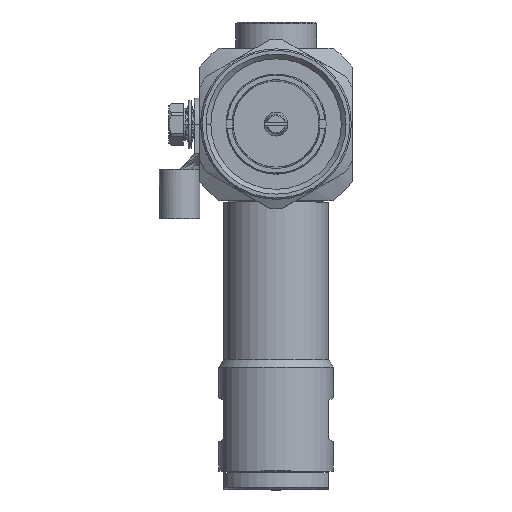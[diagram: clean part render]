
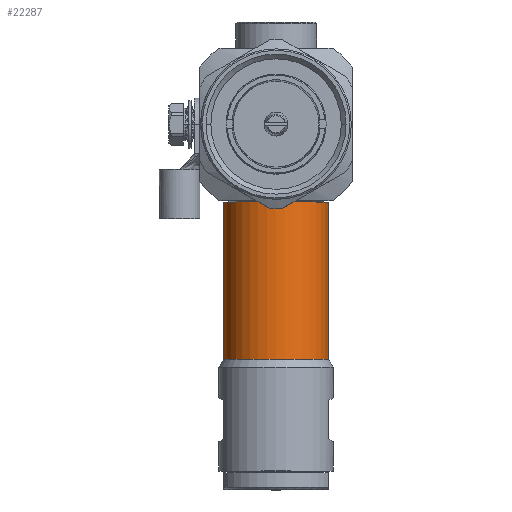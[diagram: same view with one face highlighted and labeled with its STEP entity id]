
A CAD part, top view. The second image highlights one B-rep face of the part: STEP entity #22287.
In plain terms, the highlighted cylindrical face has radius 11 mm (diameter 22 mm), a partial arc.
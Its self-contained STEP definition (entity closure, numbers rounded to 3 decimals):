
#444 = ORIENTED_EDGE ( 'NONE', *, *, #41167, .T. ) ;
#570 = CARTESIAN_POINT ( 'NONE',  ( 11., -16.3, 0. ) ) ;
#1019 = EDGE_LOOP ( 'NONE', ( #4922, #9284, #444, #26387 ) ) ;
#1112 = CARTESIAN_POINT ( 'NONE',  ( 0., -16.3, 0. ) ) ;
#1886 = LINE ( 'NONE', #23532, #26712 ) ;
#2436 = VERTEX_POINT ( 'NONE', #9658 ) ;
#3096 = CIRCLE ( 'NONE', #20968, 11. ) ;
#4348 = DIRECTION ( 'NONE',  ( 1., 0., 0. ) ) ;
#4922 = ORIENTED_EDGE ( 'NONE', *, *, #8691, .F. ) ;
#8691 = EDGE_CURVE ( 'NONE', #27747, #36422, #1886, .T. ) ;
#9058 = CYLINDRICAL_SURFACE ( 'NONE', #15672, 11. ) ;
#9195 = CARTESIAN_POINT ( 'NONE',  ( 11., -10.1, 0. ) ) ;
#9284 = ORIENTED_EDGE ( 'NONE', *, *, #17604, .T. ) ;
#9658 = CARTESIAN_POINT ( 'NONE',  ( 11., -49.3, 0. ) ) ;
#10865 = CARTESIAN_POINT ( 'NONE',  ( 0., -10.1, 0. ) ) ;
#10899 = LINE ( 'NONE', #9195, #35686 ) ;
#10999 = DIRECTION ( 'NONE',  ( 1., 0., 0. ) ) ;
#11863 = CARTESIAN_POINT ( 'NONE',  ( -11., -49.3, 0. ) ) ;
#12458 = DIRECTION ( 'NONE',  ( 0., 1., 0. ) ) ;
#13141 = FACE_OUTER_BOUND ( 'NONE', #1019, .T. ) ;
#15672 = AXIS2_PLACEMENT_3D ( 'NONE', #10865, #30348, #10999 ) ;
#16972 = DIRECTION ( 'NONE',  ( 0., 1., 0. ) ) ;
#17604 = EDGE_CURVE ( 'NONE', #27747, #2436, #25682, .T. ) ;
#19214 = CARTESIAN_POINT ( 'NONE',  ( -11., -16.3, 0. ) ) ;
#20968 = AXIS2_PLACEMENT_3D ( 'NONE', #1112, #23735, #4348 ) ;
#22287 = ADVANCED_FACE ( 'NONE', ( #13141 ), #9058, .T. ) ;
#23532 = CARTESIAN_POINT ( 'NONE',  ( -11., -10.1, 0. ) ) ;
#23735 = DIRECTION ( 'NONE',  ( 0., 1., 0. ) ) ;
#25682 = CIRCLE ( 'NONE', #33858, 11. ) ;
#26387 = ORIENTED_EDGE ( 'NONE', *, *, #35479, .F. ) ;
#26712 = VECTOR ( 'NONE', #36694, 1000. ) ;
#27747 = VERTEX_POINT ( 'NONE', #11863 ) ;
#30348 = DIRECTION ( 'NONE',  ( 0., 1., 0. ) ) ;
#33858 = AXIS2_PLACEMENT_3D ( 'NONE', #36399, #16972, #39694 ) ;
#35479 = EDGE_CURVE ( 'NONE', #36422, #40966, #3096, .T. ) ;
#35686 = VECTOR ( 'NONE', #12458, 1000. ) ;
#36399 = CARTESIAN_POINT ( 'NONE',  ( 0., -49.3, 0. ) ) ;
#36422 = VERTEX_POINT ( 'NONE', #19214 ) ;
#36694 = DIRECTION ( 'NONE',  ( 0., 1., 0. ) ) ;
#39694 = DIRECTION ( 'NONE',  ( 1., 0., 0. ) ) ;
#40966 = VERTEX_POINT ( 'NONE', #570 ) ;
#41167 = EDGE_CURVE ( 'NONE', #2436, #40966, #10899, .T. ) ;
